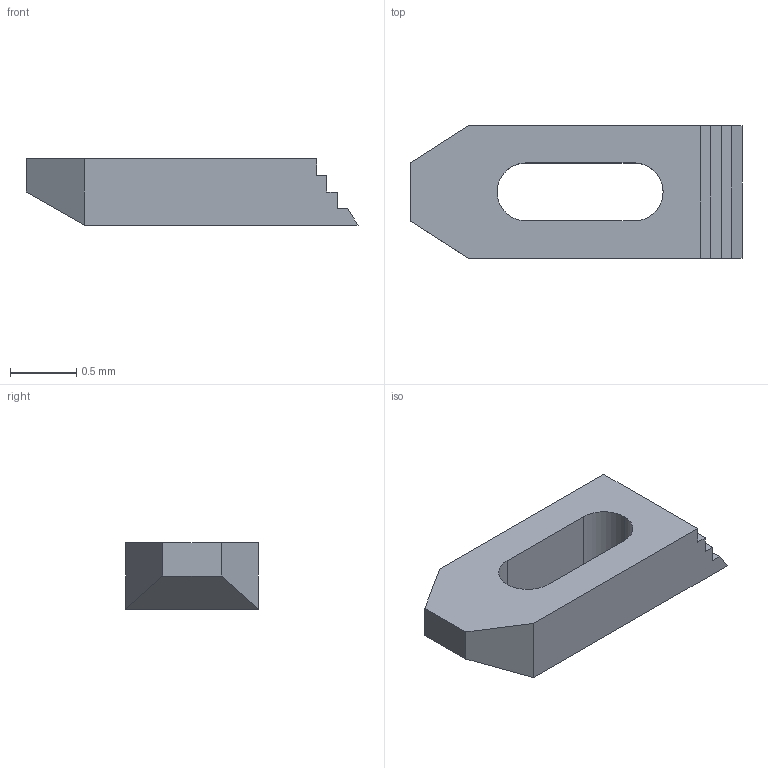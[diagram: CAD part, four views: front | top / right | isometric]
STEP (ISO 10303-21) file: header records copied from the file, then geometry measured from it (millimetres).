
FILE_DESCRIPTION(('produced by SPATIAL CORP'),'2;1');
FILE_NAME( 'StepClamp1.hh.sat.stp','2002-04-19T11:16:00+00:00',('SPATIAL CORP'),('SPATIAL CORP' ),'ACIS STEP Husk','http://www.spatial.com','SPATIAL CORP');
FILE_SCHEMA(('CONFIG_CONTROL_DESIGN'));
Length unit declared in the file: millimetre
Products named in the file (1): PRODUCT_ID_1
Bounding box: 2.5 x 1 x 0.5 mm (x, y, z)
Volume: 0.8 mm3; surface area: 8.1 mm2
Topology: 1 solids, 1 shells, 21 faces, 55 edges, 36 vertices
Faces by surface type: plane 17, cylinder 4
Entity records: 700 total; most frequent: ORIENTED_EDGE 110, CARTESIAN_POINT 106, DIRECTION 93, EDGE_CURVE 55, VECTOR 47, LINE 47, VERTEX_POINT 36, EDGE_LOOP 23
